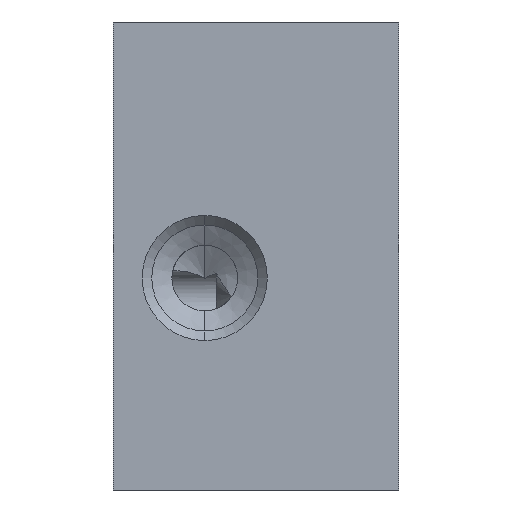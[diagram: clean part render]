
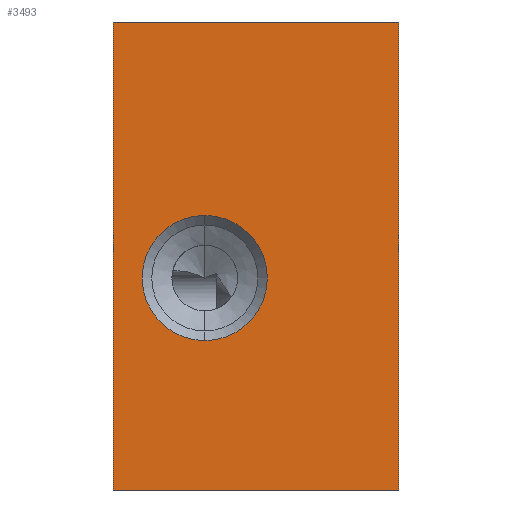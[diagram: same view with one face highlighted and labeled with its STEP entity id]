
A CAD part, front view. The second image highlights one B-rep face of the part: STEP entity #3493.
In plain terms, the highlighted planar face has unit normal (0, -1, 0).
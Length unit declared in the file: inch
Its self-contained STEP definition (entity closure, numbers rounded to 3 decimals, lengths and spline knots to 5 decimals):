
#5=DIRECTION('',(1.,0.,0.));
#6=VECTOR('',#5,2.438);
#7=CARTESIAN_POINT('',(0.,-4.5,0.));
#8=LINE('',#7,#6);
#565=DIRECTION('',(0.,0.,1.));
#566=VECTOR('',#565,4.);
#567=CARTESIAN_POINT('',(2.438,-4.5,0.));
#568=LINE('',#567,#566);
#609=DIRECTION('',(0.,0.,1.));
#610=VECTOR('',#609,4.);
#611=CARTESIAN_POINT('',(0.,-4.5,0.));
#612=LINE('',#611,#610);
#613=CARTESIAN_POINT('',(0.781,-4.5,1.812));
#614=DIRECTION('',(0.,1.,0.));
#615=DIRECTION('',(0.,0.,-1.));
#616=AXIS2_PLACEMENT_3D('',#613,#614,#615);
#618=CARTESIAN_POINT('',(0.781,-4.5,1.812));
#619=DIRECTION('',(0.,1.,0.));
#620=DIRECTION('',(0.,0.,1.));
#621=AXIS2_PLACEMENT_3D('',#618,#619,#620);
#635=DIRECTION('',(1.,0.,0.));
#636=VECTOR('',#635,2.438);
#637=CARTESIAN_POINT('',(0.,-4.5,4.));
#638=LINE('',#637,#636);
#2951=CARTESIAN_POINT('',(0.,-4.5,0.));
#2953=VERTEX_POINT('',#2951);
#2954=CARTESIAN_POINT('',(2.438,-4.5,0.));
#2955=VERTEX_POINT('',#2954);
#2959=CARTESIAN_POINT('',(0.,-4.5,4.));
#2961=VERTEX_POINT('',#2959);
#2962=CARTESIAN_POINT('',(2.438,-4.5,4.));
#2963=VERTEX_POINT('',#2962);
#3258=CARTESIAN_POINT('',(0.781,-4.5,2.347));
#3259=VERTEX_POINT('',#3258);
#3260=CARTESIAN_POINT('',(0.781,-4.5,1.277));
#3261=VERTEX_POINT('',#3260);
#3475=CARTESIAN_POINT('',(0.,-4.5,0.));
#3476=DIRECTION('',(0.,-1.,0.));
#3477=DIRECTION('',(1.,0.,0.));
#3478=AXIS2_PLACEMENT_3D('',#3475,#3476,#3477);
#3479=PLANE('',#3478);
#3480=ORIENTED_EDGE('',*,*,#3285,.F.);
#3481=ORIENTED_EDGE('',*,*,#3322,.T.);
#3483=ORIENTED_EDGE('',*,*,#3482,.T.);
#3484=ORIENTED_EDGE('',*,*,#3443,.F.);
#3485=EDGE_LOOP('',(#3480,#3481,#3483,#3484));
#3486=FACE_OUTER_BOUND('',#3485,.F.);
#3488=ORIENTED_EDGE('',*,*,#3487,.F.);
#3490=ORIENTED_EDGE('',*,*,#3489,.F.);
#3491=EDGE_LOOP('',(#3488,#3490));
#3492=FACE_BOUND('',#3491,.F.);
#3493=ADVANCED_FACE('',(#3486,#3492),#3479,.T.);
#617=CIRCLE('',#616,0.535);
#622=CIRCLE('',#621,0.535);
#3285=EDGE_CURVE('',#2953,#2955,#8,.T.);
#3322=EDGE_CURVE('',#2953,#2961,#612,.T.);
#3443=EDGE_CURVE('',#2955,#2963,#568,.T.);
#3482=EDGE_CURVE('',#2961,#2963,#638,.T.);
#3487=EDGE_CURVE('',#3261,#3259,#617,.T.);
#3489=EDGE_CURVE('',#3259,#3261,#622,.T.);
